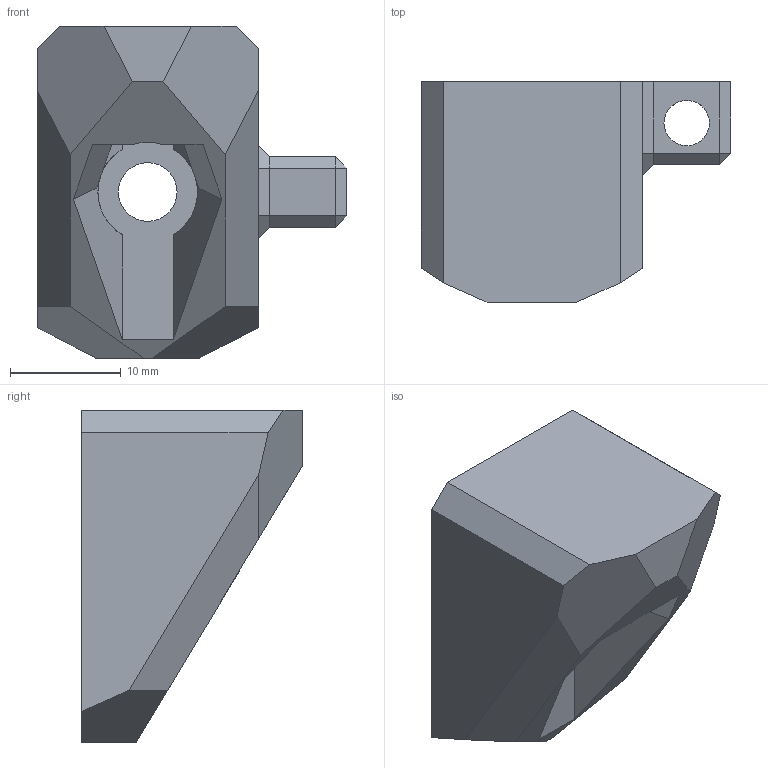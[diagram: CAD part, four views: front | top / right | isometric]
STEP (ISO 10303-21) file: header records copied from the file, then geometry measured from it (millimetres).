
FILE_DESCRIPTION (( 'STEP AP203' ), '1' );
FILE_NAME ('PTFE-Tube-Holder.STEP', '2021-08-01T12:55:36', ( '' ), ( '' ), 'SwSTEP 2.0', 'SolidWorks 2019', '' );
FILE_SCHEMA (( 'CONFIG_CONTROL_DESIGN' ));
Length unit declared in the file: millimetre
Products named in the file (1): PTFE-Tube-Holder
Bounding box: 28 x 20 x 30 mm (x, y, z)
Volume: 6642.2 mm3; surface area: 2992.1 mm2
Topology: 1 solids, 1 shells, 51 faces, 134 edges, 86 vertices
Faces by surface type: plane 41, cylinder 10
Entity records: 1624 total; most frequent: CARTESIAN_POINT 299, ORIENTED_EDGE 268, DIRECTION 240, EDGE_CURVE 134, VECTOR 114, LINE 114, VERTEX_POINT 86, AXIS2_PLACEMENT_3D 63
